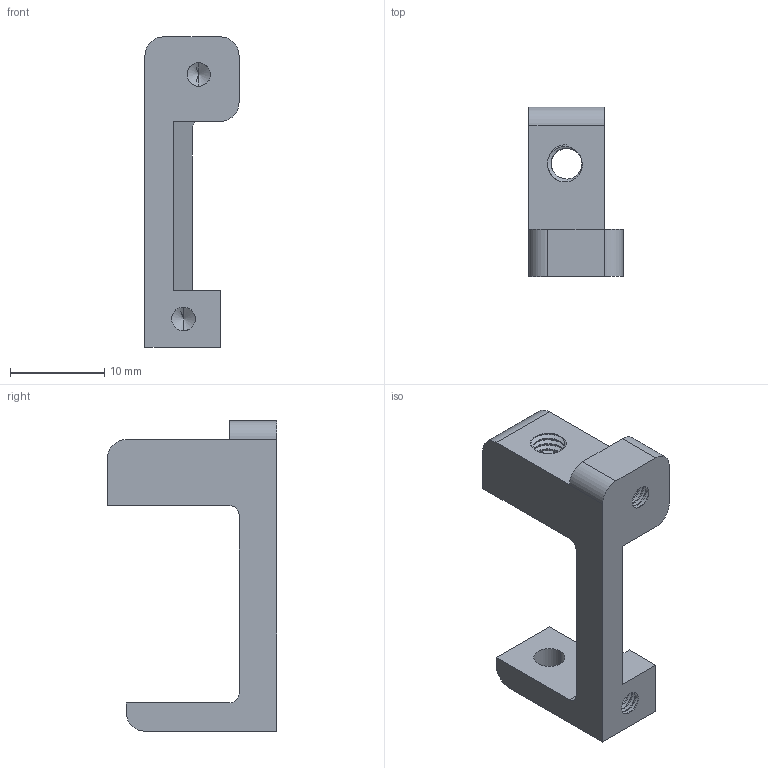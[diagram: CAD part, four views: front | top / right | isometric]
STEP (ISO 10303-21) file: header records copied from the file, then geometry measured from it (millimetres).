
FILE_DESCRIPTION (( 'STEP AP214' ), '1' );
FILE_NAME ('Side_lower_base_right .STEP', '2018-12-05T06:02:42', ( '' ), ( '' ), 'SwSTEP 2.0', 'SolidWorks 2016', '' );
FILE_SCHEMA (( 'AUTOMOTIVE_DESIGN' ));
Length unit declared in the file: millimetre
Products named in the file (1): Side_lower_base_right 
Bounding box: 10 x 18 x 33 mm (x, y, z)
Volume: 1782.1 mm3; surface area: 1671.7 mm2
Topology: 1 solids, 1 shells, 94 faces, 256 edges, 162 vertices
Faces by surface type: cylinder 60, plane 21, bspline 9, cone 4
Entity records: 5363 total; most frequent: CARTESIAN_POINT 3282, ORIENTED_EDGE 504, DIRECTION 355, EDGE_CURVE 252, VERTEX_POINT 162, VECTOR 119, LINE 119, AXIS2_PLACEMENT_3D 118
